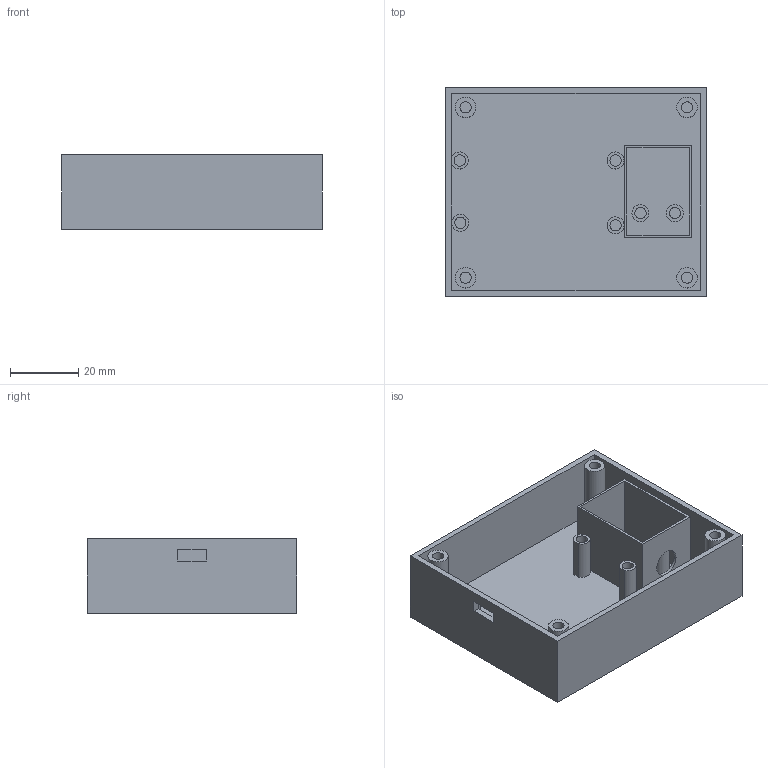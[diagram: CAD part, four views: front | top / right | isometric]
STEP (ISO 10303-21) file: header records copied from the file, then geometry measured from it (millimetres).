
FILE_DESCRIPTION(/* description */ (''),/* implementation_level */ '2;1');
FILE_NAME(/* name */ 'TempHumiditySensorProjectBox v25.step',/* time_stamp */ '2021-04-26T20:44:04-05:00',/* author */ (''),/* organization */ (''),/* preprocessor_version */ 'ST-DEVELOPER v18.1',/* originating_system */ 'Autodesk Translation Framework v10.6.0.1341',/* authorisation */ '');
FILE_SCHEMA (('AUTOMOTIVE_DESIGN { 1 0 10303 214 3 1 1 }'));
Length unit declared in the file: millimetre
Products named in the file (2): TempHumiditySensorProjectBox; ProjectBox
Assembly tree (1 placements, depth 2):
  TempHumiditySensorProjectBox
    ProjectBox
Bounding box: 76.4 x 61.4 x 22 mm (x, y, z)
Volume: 22865.9 mm3; surface area: 27114.1 mm2
Topology: 1 solids, 1 shells, 68 faces, 135 edges, 90 vertices
Faces by surface type: plane 47, cylinder 21
Full cylindrical faces by diameter (mm): 3.3 x10, 5 x2, 6 x4, 8 x1
Entity records: 1822 total; most frequent: DIRECTION 319, CARTESIAN_POINT 296, ORIENTED_EDGE 270, EDGE_CURVE 135, AXIS2_PLACEMENT_3D 113, EDGE_LOOP 93, LINE 93, VECTOR 93
